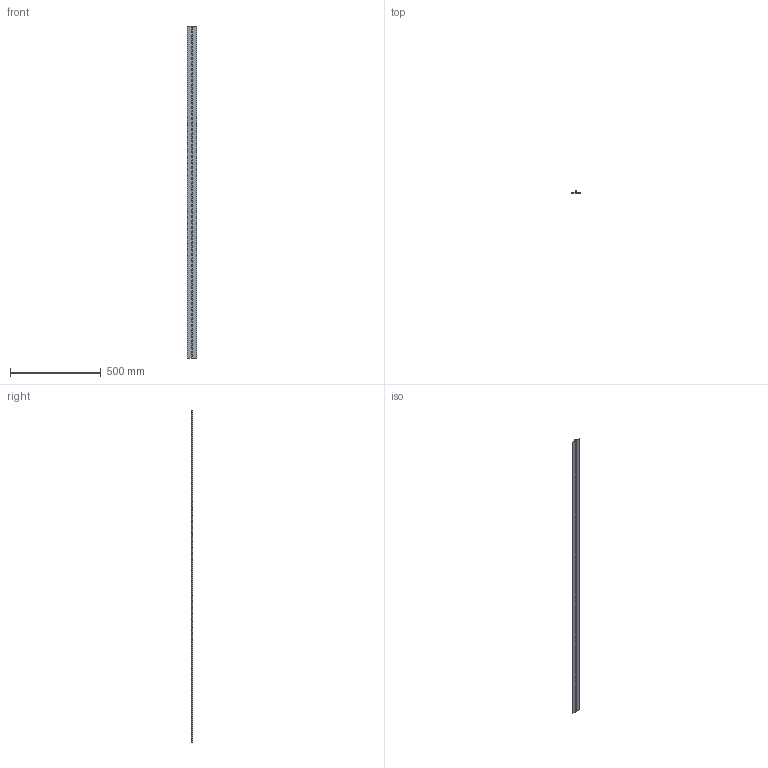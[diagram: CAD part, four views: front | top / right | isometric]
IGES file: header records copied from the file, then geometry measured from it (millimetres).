
Start section: SolidWorks IGES file using analytic representation for surfaces
Global section: file name: B-20257-C5.IGS; native system: SolidWorks 2011; preprocessor: SolidWorks 2011; author: 1337yo; date: 120808.165900; units: millimetre
Bounding box: 51 x 8 x 1829 mm (x, y, z)
Surface area: 274754.7 mm2 (no closed solid volume)
Topology: 0 solids, 0 shells, 996 faces, 19530 edges, 19530 vertices
Faces by surface type: revolution 617, bspline 379
